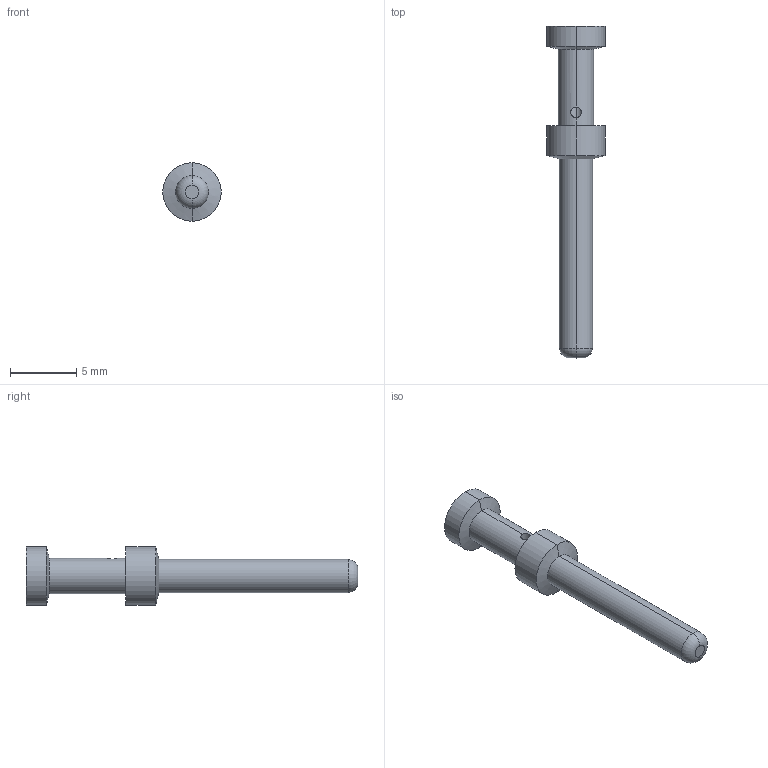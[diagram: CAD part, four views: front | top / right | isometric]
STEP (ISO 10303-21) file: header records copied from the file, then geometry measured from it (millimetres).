
FILE_DESCRIPTION (( 'STEP AP214' ), '1' );
FILE_NAME ('ZP-MC-CC-M16A-22G.step', '2015-08-12T18:18:39', ( '' ), ( '' ), 'SwSTEP 2.0', 'SolidWorks 2014', '' );
FILE_SCHEMA (( 'AUTOMOTIVE_DESIGN' ));
Length unit declared in the file: millimetre
Products named in the file (1): ZP-MC-CC-M16A-22G
Bounding box: 4.4 x 25 x 4.4 mm (x, y, z)
Volume: 155.2 mm3; surface area: 294.4 mm2
Topology: 1 solids, 1 shells, 24 faces, 54 edges, 32 vertices
Faces by surface type: cylinder 12, cone 6, plane 4, torus 2
Entity records: 758 total; most frequent: CARTESIAN_POINT 185, DIRECTION 118, ORIENTED_EDGE 108, EDGE_CURVE 54, AXIS2_PLACEMENT_3D 49, VERTEX_POINT 32, EDGE_LOOP 26, FACE_OUTER_BOUND 24
